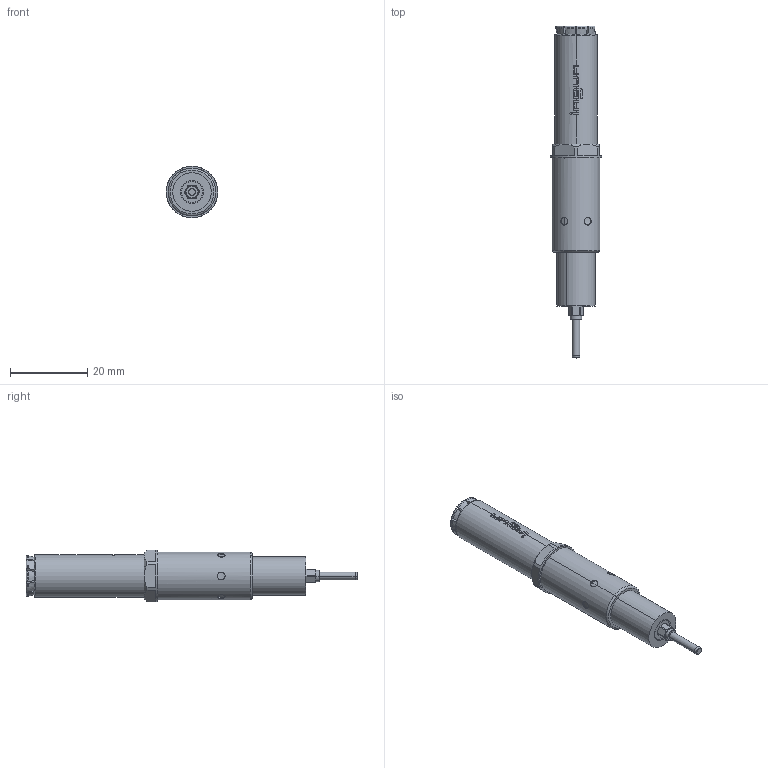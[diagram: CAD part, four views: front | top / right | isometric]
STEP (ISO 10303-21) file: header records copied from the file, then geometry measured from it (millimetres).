
FILE_DESCRIPTION (( 'STEP AP203' ), '1' );
FILE_NAME ('INGUN_VKR-672_600_130_S_xxx04_M.STEP', '2023-01-19T07:26:57', ( '' ), ( '' ), 'SwSTEP 2.0', 'SolidWorks 2021', '' );
FILE_SCHEMA (( 'CONFIG_CONTROL_DESIGN' ));
Length unit declared in the file: millimetre
Products named in the file (1): INGUN_VKR-672_600_130_S_xxx04_M
Bounding box: 13.4 x 86.2 x 13.4 mm (x, y, z)
Volume: 6409.2 mm3; surface area: 4967.9 mm2
Topology: 1 solids, 1 shells, 366 faces, 983 edges, 634 vertices
Faces by surface type: plane 162, cylinder 104, torus 53, cone 25, bspline 22
Entity records: 12619 total; most frequent: CARTESIAN_POINT 3631, ORIENTED_EDGE 1966, DIRECTION 1765, EDGE_CURVE 983, AXIS2_PLACEMENT_3D 691, VERTEX_POINT 634, EDGE_LOOP 385, VECTOR 383
